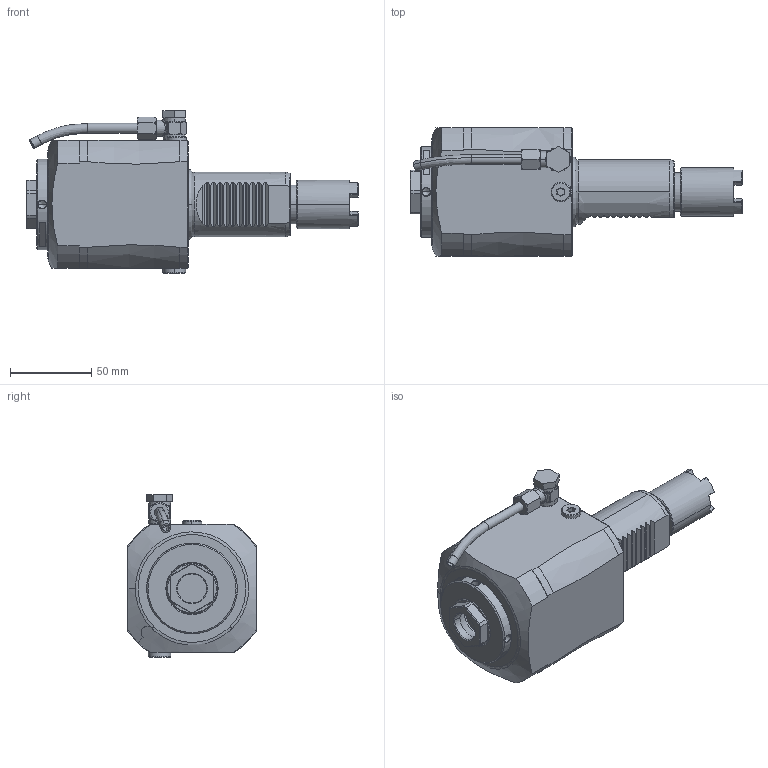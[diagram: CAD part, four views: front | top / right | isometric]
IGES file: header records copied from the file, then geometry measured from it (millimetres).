
Start section:  PTC IGES file: ngt1_40_155_25_3hda.igs
Global section: file name: ngt1_40_155_25_3hda.igs; native system: Pro/ENGINEER by Parametric Technology Corporation; preprocessor: 2010280; author: vali; organization: Unknown; date: 20220525.105543; units: millimetre
Bounding box: 204.85 x 79 x 100.4 mm (x, y, z)
Volume: 627148.3 mm3; surface area: 57302.8 mm2
Topology: 2 solids, 3 shells, 420 faces, 1052 edges, 652 vertices
Faces by surface type: revolution 210, bspline 210
